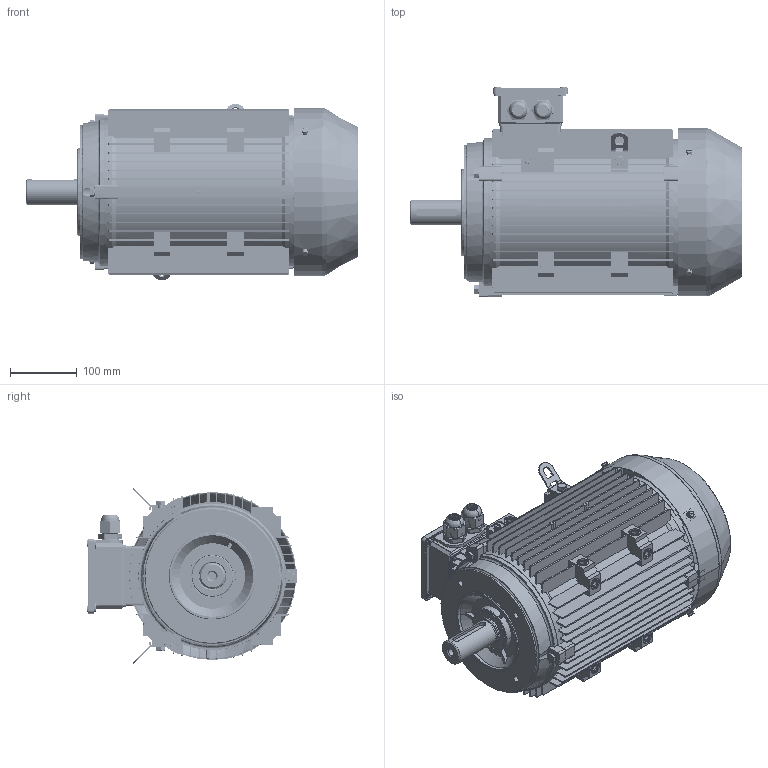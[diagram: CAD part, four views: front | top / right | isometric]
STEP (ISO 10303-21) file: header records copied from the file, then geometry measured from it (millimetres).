
FILE_DESCRIPTION (( 'STEP AP203' ), '1' );
FILE_NAME ('JL3-132M-B14A.step', '2018-12-14T08:52:53', ( '' ), ( '' ), 'SwSTEP 2.0', 'SolidWorks 2018', '' );
FILE_SCHEMA (( 'CONFIG_CONTROL_DESIGN' ));
Length unit declared in the file: millimetre
Products named in the file (1): JL3-132M-B14A
Bounding box: 496 x 314.79 x 263.33 mm (x, y, z)
Volume: 3275244.5 mm3; surface area: 1660388 mm2
Topology: 49 solids, 49 shells, 4644 faces, 12903 edges, 8505 vertices
Faces by surface type: plane 2143, cylinder 1986, bspline 239, cone 232, torus 44
Entity records: 200942 total; most frequent: CARTESIAN_POINT 82771, ORIENTED_EDGE 25790, DIRECTION 23194, EDGE_CURVE 12895, VERTEX_POINT 8501, AXIS2_PLACEMENT_3D 8019, VECTOR 7156, LINE 7156
